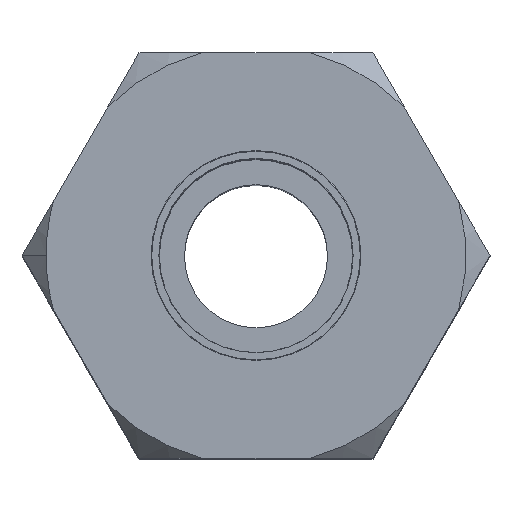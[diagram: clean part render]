
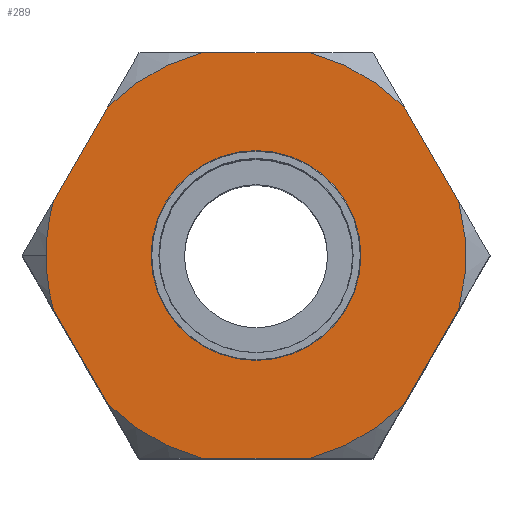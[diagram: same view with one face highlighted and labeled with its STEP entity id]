
A CAD part, top view. The second image highlights one B-rep face of the part: STEP entity #289.
In plain terms, the highlighted planar face has unit normal (0, 0, 1).
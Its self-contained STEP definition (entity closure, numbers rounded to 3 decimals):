
#147 = VERTEX_POINT ( 'NONE', #1201 ) ;
#162 = EDGE_CURVE ( 'NONE', #163, #177, #1169, .T. ) ;
#163 = VERTEX_POINT ( 'NONE', #1177 ) ;
#177 = VERTEX_POINT ( 'NONE', #1098 ) ;
#222 = EDGE_CURVE ( 'NONE', #223, #147, #1257, .T. ) ;
#223 = VERTEX_POINT ( 'NONE', #1252 ) ;
#228 = EDGE_CURVE ( 'NONE', #229, #495, #1314, .T. ) ;
#229 = VERTEX_POINT ( 'NONE', #1310 ) ;
#235 = VERTEX_POINT ( 'NONE', #1306 ) ;
#237 = VERTEX_POINT ( 'NONE', #1298 ) ;
#242 = EDGE_CURVE ( 'NONE', #235, #237, #1284, .T. ) ;
#245 = VERTEX_POINT ( 'NONE', #1278 ) ;
#248 = EDGE_CURVE ( 'NONE', #249, #245, #1273, .T. ) ;
#249 = VERTEX_POINT ( 'NONE', #1268 ) ;
#275 = VERTEX_POINT ( 'NONE', #1390 ) ;
#280 = VERTEX_POINT ( 'NONE', #1386 ) ;
#281 = ORIENTED_EDGE ( 'NONE', *, *, #284, .T. ) ;
#282 = ORIENTED_EDGE ( 'NONE', *, *, #287, .T. ) ;
#283 = EDGE_LOOP ( 'NONE', ( #281, #282, #305, #311, #309, #315, #313, #312, #291, #299, #298, #310, #307 ) ) ;
#284 = EDGE_CURVE ( 'NONE', #275, #280, #1379, .T. ) ;
#287 = EDGE_CURVE ( 'NONE', #280, #163, #1373, .T. ) ;
#289 = ADVANCED_FACE ( 'NONE', ( #1418, #1417 ), #1416, .F. ) ;
#290 = EDGE_CURVE ( 'NONE', #245, #223, #1414, .T. ) ;
#291 = ORIENTED_EDGE ( 'NONE', *, *, #222, .T. ) ;
#294 = ORIENTED_EDGE ( 'NONE', *, *, #303, .F. ) ;
#297 = EDGE_LOOP ( 'NONE', ( #294, #304 ) ) ;
#298 = ORIENTED_EDGE ( 'NONE', *, *, #228, .T. ) ;
#299 = ORIENTED_EDGE ( 'NONE', *, *, #300, .T. ) ;
#300 = EDGE_CURVE ( 'NONE', #147, #229, #1541, .T. ) ;
#303 = EDGE_CURVE ( 'NONE', #458, #499, #1536, .T. ) ;
#304 = ORIENTED_EDGE ( 'NONE', *, *, #441, .F. ) ;
#305 = ORIENTED_EDGE ( 'NONE', *, *, #162, .T. ) ;
#307 = ORIENTED_EDGE ( 'NONE', *, *, #308, .T. ) ;
#308 = EDGE_CURVE ( 'NONE', #427, #275, #1500, .T. ) ;
#309 = ORIENTED_EDGE ( 'NONE', *, *, #242, .T. ) ;
#310 = ORIENTED_EDGE ( 'NONE', *, *, #431, .T. ) ;
#311 = ORIENTED_EDGE ( 'NONE', *, *, #322, .T. ) ;
#312 = ORIENTED_EDGE ( 'NONE', *, *, #290, .T. ) ;
#313 = ORIENTED_EDGE ( 'NONE', *, *, #248, .T. ) ;
#314 = EDGE_CURVE ( 'NONE', #237, #249, #1436, .T. ) ;
#315 = ORIENTED_EDGE ( 'NONE', *, *, #314, .T. ) ;
#322 = EDGE_CURVE ( 'NONE', #177, #235, #1515, .T. ) ;
#427 = VERTEX_POINT ( 'NONE', #1546 ) ;
#431 = EDGE_CURVE ( 'NONE', #495, #427, #1604, .T. ) ;
#441 = EDGE_CURVE ( 'NONE', #499, #458, #1624, .T. ) ;
#458 = VERTEX_POINT ( 'NONE', #1671 ) ;
#495 = VERTEX_POINT ( 'NONE', #1735 ) ;
#499 = VERTEX_POINT ( 'NONE', #1748 ) ;
#1098 = CARTESIAN_POINT ( 'NONE',  ( 6.219, -6.228, 22.5 ) ) ;
#1145 = DIRECTION ( 'NONE',  ( -1., 0., 0. ) ) ;
#1169 = CIRCLE ( 'NONE', #1178, 8.801 ) ;
#1176 = CARTESIAN_POINT ( 'NONE',  ( 0., 0., 22.5 ) ) ;
#1177 = CARTESIAN_POINT ( 'NONE',  ( 2.284, -8.5, 22.5 ) ) ;
#1178 = AXIS2_PLACEMENT_3D ( 'NONE', #1176, #1199, #1198 ) ;
#1198 = DIRECTION ( 'NONE',  ( 1., 0., 0. ) ) ;
#1199 = DIRECTION ( 'NONE',  ( 0., 0., 1. ) ) ;
#1201 = CARTESIAN_POINT ( 'NONE',  ( -6.219, 6.228, 22.5 ) ) ;
#1251 = CARTESIAN_POINT ( 'NONE',  ( 0., 0., 22.5 ) ) ;
#1252 = CARTESIAN_POINT ( 'NONE',  ( -2.284, 8.5, 22.5 ) ) ;
#1253 = DIRECTION ( 'NONE',  ( 1., 0., 0. ) ) ;
#1254 = DIRECTION ( 'NONE',  ( 0., 0., 1. ) ) ;
#1255 = CARTESIAN_POINT ( 'NONE',  ( 0., 0., 22.5 ) ) ;
#1256 = AXIS2_PLACEMENT_3D ( 'NONE', #1255, #1254, #1253 ) ;
#1257 = CIRCLE ( 'NONE', #1256, 8.801 ) ;
#1268 = CARTESIAN_POINT ( 'NONE',  ( 6.219, 6.228, 22.5 ) ) ;
#1269 = DIRECTION ( 'NONE',  ( 1., 0., 0. ) ) ;
#1270 = DIRECTION ( 'NONE',  ( 0., 0., 1. ) ) ;
#1271 = CARTESIAN_POINT ( 'NONE',  ( 0., 0., 22.5 ) ) ;
#1272 = AXIS2_PLACEMENT_3D ( 'NONE', #1271, #1270, #1269 ) ;
#1273 = CIRCLE ( 'NONE', #1272, 8.801 ) ;
#1278 = CARTESIAN_POINT ( 'NONE',  ( 2.284, 8.5, 22.5 ) ) ;
#1281 = DIRECTION ( 'NONE',  ( 1., 0., 0. ) ) ;
#1282 = DIRECTION ( 'NONE',  ( 0., 0., 1. ) ) ;
#1283 = AXIS2_PLACEMENT_3D ( 'NONE', #1291, #1282, #1281 ) ;
#1284 = CIRCLE ( 'NONE', #1283, 8.801 ) ;
#1291 = CARTESIAN_POINT ( 'NONE',  ( 0., 0., 22.5 ) ) ;
#1298 = CARTESIAN_POINT ( 'NONE',  ( 8.503, 2.272, 22.5 ) ) ;
#1306 = CARTESIAN_POINT ( 'NONE',  ( 8.503, -2.272, 22.5 ) ) ;
#1310 = CARTESIAN_POINT ( 'NONE',  ( -8.503, 2.272, 22.5 ) ) ;
#1311 = DIRECTION ( 'NONE',  ( 1., 0., 0. ) ) ;
#1312 = DIRECTION ( 'NONE',  ( 0., 0., 1. ) ) ;
#1313 = AXIS2_PLACEMENT_3D ( 'NONE', #1251, #1312, #1311 ) ;
#1314 = CIRCLE ( 'NONE', #1313, 8.801 ) ;
#1371 = DIRECTION ( 'NONE',  ( 1., 0., 0. ) ) ;
#1372 = CARTESIAN_POINT ( 'NONE',  ( -4.907, -8.5, 22.5 ) ) ;
#1373 = LINE ( 'NONE', #1372, #1419 ) ;
#1375 = DIRECTION ( 'NONE',  ( 1., 0., 0. ) ) ;
#1376 = DIRECTION ( 'NONE',  ( 0., 0., 1. ) ) ;
#1377 = CARTESIAN_POINT ( 'NONE',  ( 0., 0., 22.5 ) ) ;
#1378 = AXIS2_PLACEMENT_3D ( 'NONE', #1377, #1376, #1375 ) ;
#1379 = CIRCLE ( 'NONE', #1378, 8.801 ) ;
#1386 = CARTESIAN_POINT ( 'NONE',  ( -2.284, -8.5, 22.5 ) ) ;
#1390 = CARTESIAN_POINT ( 'NONE',  ( -6.219, -6.228, 22.5 ) ) ;
#1408 = VECTOR ( 'NONE', #1145, 1000. ) ;
#1409 = CARTESIAN_POINT ( 'NONE',  ( 4.907, 8.5, 22.5 ) ) ;
#1411 = DIRECTION ( 'NONE',  ( -1., 0., 0. ) ) ;
#1412 = DIRECTION ( 'NONE',  ( 0., 0., -1. ) ) ;
#1413 = AXIS2_PLACEMENT_3D ( 'NONE', #1415, #1412, #1411 ) ;
#1414 = LINE ( 'NONE', #1409, #1408 ) ;
#1415 = CARTESIAN_POINT ( 'NONE',  ( 0., 8.801, 22.5 ) ) ;
#1416 = PLANE ( 'NONE',  #1413 ) ;
#1417 = FACE_OUTER_BOUND ( 'NONE', #283, .T. ) ;
#1418 = FACE_BOUND ( 'NONE', #297, .T. ) ;
#1419 = VECTOR ( 'NONE', #1371, 1000. ) ;
#1431 = CARTESIAN_POINT ( 'NONE',  ( 0., 0., 22.5 ) ) ;
#1433 = DIRECTION ( 'NONE',  ( -0.5, 0.866, 0. ) ) ;
#1434 = VECTOR ( 'NONE', #1433, 1000. ) ;
#1435 = CARTESIAN_POINT ( 'NONE',  ( 9.815, 0., 22.5 ) ) ;
#1436 = LINE ( 'NONE', #1435, #1434 ) ;
#1437 = DIRECTION ( 'NONE',  ( 0.5, -0.866, 0. ) ) ;
#1438 = VECTOR ( 'NONE', #1437, 1000. ) ;
#1499 = CARTESIAN_POINT ( 'NONE',  ( -9.815, 0., 22.5 ) ) ;
#1500 = LINE ( 'NONE', #1499, #1438 ) ;
#1504 = DIRECTION ( 'NONE',  ( 1., 0., 0. ) ) ;
#1505 = DIRECTION ( 'NONE',  ( 0., 0., 1. ) ) ;
#1506 = AXIS2_PLACEMENT_3D ( 'NONE', #1431, #1505, #1504 ) ;
#1512 = DIRECTION ( 'NONE',  ( 0.5, 0.866, 0. ) ) ;
#1513 = VECTOR ( 'NONE', #1512, 1000. ) ;
#1514 = CARTESIAN_POINT ( 'NONE',  ( 4.907, -8.5, 22.5 ) ) ;
#1515 = LINE ( 'NONE', #1514, #1513 ) ;
#1536 = CIRCLE ( 'NONE', #1506, 4.4 ) ;
#1537 = DIRECTION ( 'NONE',  ( -0.5, -0.866, 0. ) ) ;
#1538 = VECTOR ( 'NONE', #1537, 1000. ) ;
#1539 = CARTESIAN_POINT ( 'NONE',  ( -4.907, 8.5, 22.5 ) ) ;
#1541 = LINE ( 'NONE', #1539, #1538 ) ;
#1543 = CARTESIAN_POINT ( 'NONE',  ( 0., 0., 22.5 ) ) ;
#1546 = CARTESIAN_POINT ( 'NONE',  ( -8.503, -2.272, 22.5 ) ) ;
#1601 = DIRECTION ( 'NONE',  ( 1., 0., 0. ) ) ;
#1602 = DIRECTION ( 'NONE',  ( 0., 0., 1. ) ) ;
#1603 = AXIS2_PLACEMENT_3D ( 'NONE', #1543, #1602, #1601 ) ;
#1604 = CIRCLE ( 'NONE', #1603, 8.801 ) ;
#1623 = DIRECTION ( 'NONE',  ( 1., 0., 0. ) ) ;
#1624 = CIRCLE ( 'NONE', #1637, 4.4 ) ;
#1637 = AXIS2_PLACEMENT_3D ( 'NONE', #1656, #1645, #1623 ) ;
#1645 = DIRECTION ( 'NONE',  ( 0., 0., 1. ) ) ;
#1656 = CARTESIAN_POINT ( 'NONE',  ( 0., 0., 22.5 ) ) ;
#1671 = CARTESIAN_POINT ( 'NONE',  ( 4.4, 0., 22.5 ) ) ;
#1735 = CARTESIAN_POINT ( 'NONE',  ( -8.801, 0., 22.5 ) ) ;
#1748 = CARTESIAN_POINT ( 'NONE',  ( -4.4, 0., 22.5 ) ) ;
